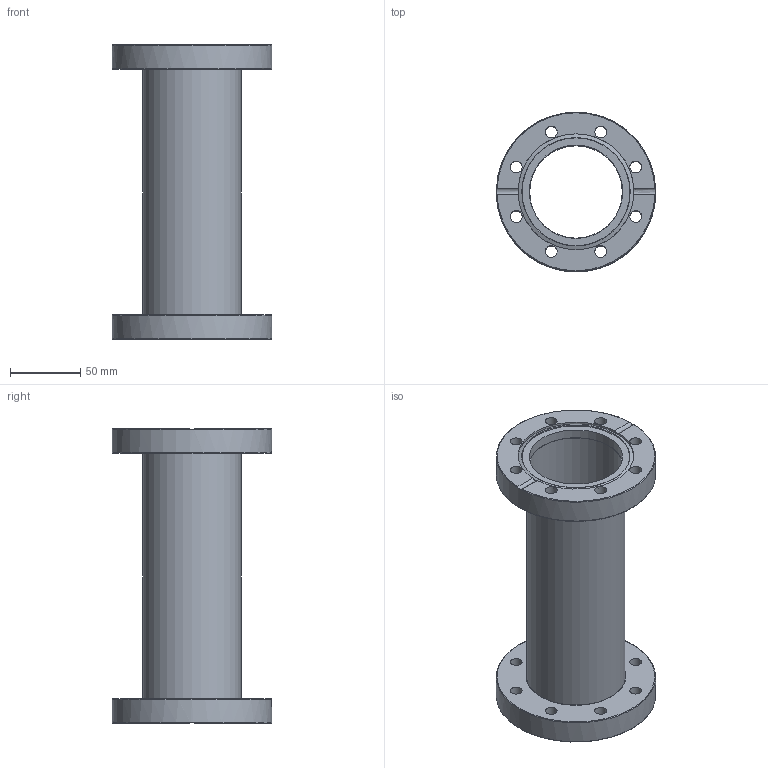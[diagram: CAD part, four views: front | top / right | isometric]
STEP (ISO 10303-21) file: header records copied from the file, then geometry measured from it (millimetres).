
FILE_DESCRIPTION((''),'2;1');
FILE_NAME('SC63-304.stp','2009-04-15T09:52:45',('hasers'),(''),'Autodesk Inventor 2008','Autodesk Inventor 2008','');
FILE_SCHEMA(('AUTOMOTIVE_DESIGN { 1 0 10303 214 1 1 1 1 }'));
Length unit declared in the file: millimetre
Products named in the file (3): SC63-304; CF-07 [Keywords [Summary]=1.4301][Company [Summary]=Vacom][Title [Summary]=F63B70]; Rohre [Subject [Summary]=normal][Keywords [Summary]=1.4301][Title [Summary]=70x2,0 (0,5m)]_1
Assembly tree (3 placements, depth 2):
  SC63-304
    CF-07 [Keywords [Summary]=1.4301][Company [Summary]=Vacom][Title [Summary]=F63B70]  x2
    Rohre [Subject [Summary]=normal][Keywords [Summary]=1.4301][Title [Summary]=70x2,0 (0,5m)]_1
Bounding box: 113.5 x 113.5 x 210 mm (x, y, z)
Volume: 287558.9 mm3; surface area: 136252 mm2
Topology: 3 solids, 3 shells, 54 faces, 147 edges, 101 vertices
Faces by surface type: bspline 18, cylinder 12, plane 12, torus 8, cone 4
Full cylindrical faces by diameter (mm): 66 x1, 66.5 x2, 70 x1, 70.3 x2, 82.5 x2, 113.5 x2
Entity records: 1092 total; most frequent: CARTESIAN_POINT 394, DIRECTION 128, ORIENTED_EDGE 96, EDGE_LOOP 68, AXIS2_PLACEMENT_3D 62, EDGE_CURVE 48, VERTEX_POINT 42, FACE_BOUND 39
